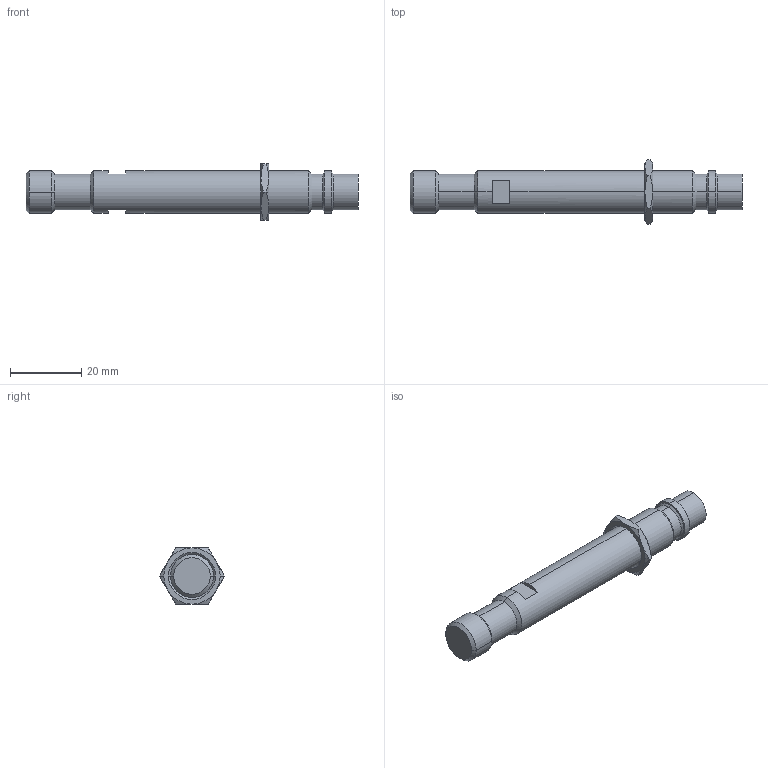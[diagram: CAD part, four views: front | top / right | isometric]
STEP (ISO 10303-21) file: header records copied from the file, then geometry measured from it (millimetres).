
FILE_DESCRIPTION((''),'2;1');
FILE_NAME('ASM0001_ASM','2012-02-09T',('dhelisch'),(''),'PRO/ENGINEER BY PARAMETRIC TECHNOLOGY CORPORATION, 2007250','PRO/ENGINEER BY PARAMETRIC TECHNOLOGY CORPORATION, 2007250','');
FILE_SCHEMA(('CONFIG_CONTROL_DESIGN'));
Length unit declared in the file: millimetre
Products named in the file (3): CAD1519; SECHSKANTMUTTER_3; ASM0001_ASM
Assembly tree (2 placements, depth 2):
  ASM0001_ASM
    CAD1519
    SECHSKANTMUTTER_3
Bounding box: 93 x 18.2 x 15.77 mm (x, y, z)
Volume: 9896.8 mm3; surface area: 4008.8 mm2
Topology: 2 solids, 2 shells, 65 faces, 138 edges, 80 vertices
Faces by surface type: cone 32, plane 19, cylinder 14
Entity records: 2236 total; most frequent: CARTESIAN_POINT 440, DIRECTION 318, ORIENTED_EDGE 276, EDGE_CURVE 138, AXIS2_PLACEMENT_3D 134, VERTEX_POINT 80, PRESENTATION_STYLE_ASSIGNMENT 75, STYLED_ITEM 75
